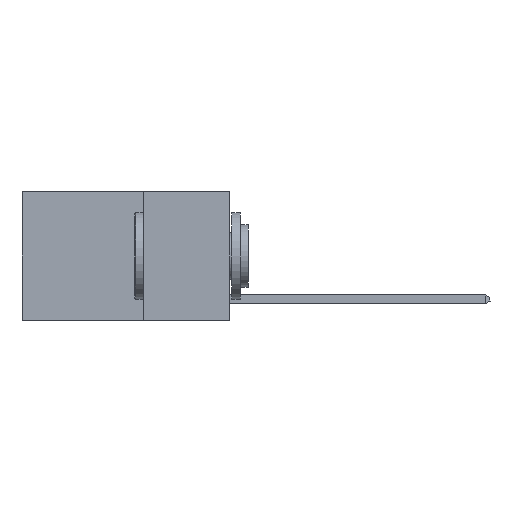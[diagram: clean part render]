
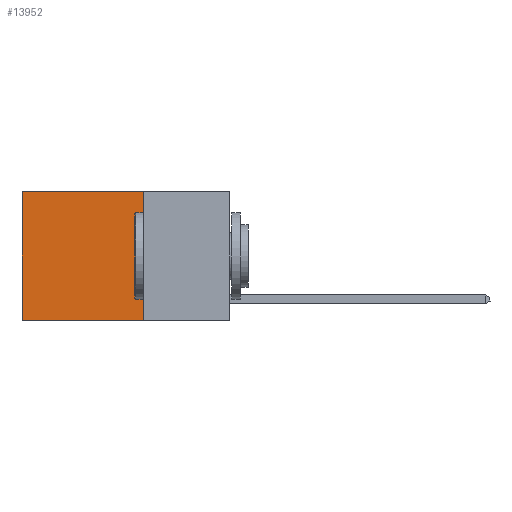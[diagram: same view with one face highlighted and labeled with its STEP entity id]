
A CAD part, left-side view. The second image highlights one B-rep face of the part: STEP entity #13952.
In plain terms, the highlighted planar face has unit normal (-1, 0, 0).
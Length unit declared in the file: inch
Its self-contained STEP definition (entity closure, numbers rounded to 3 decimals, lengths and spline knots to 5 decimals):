
#589 = ORIENTED_EDGE ( 'NONE', *, *, #9492, .F. ) ;
#686 = EDGE_CURVE ( 'NONE', #1462, #12267, #9960, .T. ) ;
#784 = LINE ( 'NONE', #14840, #5974 ) ;
#945 = VECTOR ( 'NONE', #8006, 39.37008 ) ;
#1131 = CARTESIAN_POINT ( 'NONE',  ( 0.2625, 0.6, -0.37 ) ) ;
#1287 = CARTESIAN_POINT ( 'NONE',  ( 0.2625, 0.25, 0. ) ) ;
#1462 = VERTEX_POINT ( 'NONE', #11961 ) ;
#1534 = DIRECTION ( 'NONE',  ( 0., 0., -1. ) ) ;
#3549 = ORIENTED_EDGE ( 'NONE', *, *, #686, .F. ) ;
#3733 = AXIS2_PLACEMENT_3D ( 'NONE', #1287, #4184, #6996 ) ;
#3810 = PLANE ( 'NONE',  #3733 ) ;
#4184 = DIRECTION ( 'NONE',  ( 1., 0., 0. ) ) ;
#5468 = CARTESIAN_POINT ( 'NONE',  ( 0.2625, 0.25, -0.37 ) ) ;
#5897 = EDGE_CURVE ( 'NONE', #10871, #17931, #784, .T. ) ;
#5974 = VECTOR ( 'NONE', #17750, 39.37008 ) ;
#6361 = EDGE_LOOP ( 'NONE', ( #17165, #3549, #589, #14983 ) ) ;
#6996 = DIRECTION ( 'NONE',  ( 0., 0., -1. ) ) ;
#8006 = DIRECTION ( 'NONE',  ( 0., 0., -1. ) ) ;
#8096 = DIRECTION ( 'NONE',  ( 0., 1., 0. ) ) ;
#9492 = EDGE_CURVE ( 'NONE', #10871, #1462, #16276, .T. ) ;
#9959 = LINE ( 'NONE', #11161, #12054 ) ;
#9960 = LINE ( 'NONE', #5468, #10149 ) ;
#10149 = VECTOR ( 'NONE', #8096, 39.37008 ) ;
#10871 = VERTEX_POINT ( 'NONE', #11085 ) ;
#11085 = CARTESIAN_POINT ( 'NONE',  ( 0.2625, 0.25, 0. ) ) ;
#11161 = CARTESIAN_POINT ( 'NONE',  ( 0.2625, 0.6, 0. ) ) ;
#11961 = CARTESIAN_POINT ( 'NONE',  ( 0.2625, 0.25, -0.37 ) ) ;
#12054 = VECTOR ( 'NONE', #1534, 39.37008 ) ;
#12267 = VERTEX_POINT ( 'NONE', #1131 ) ;
#12683 = EDGE_CURVE ( 'NONE', #17931, #12267, #9959, .T. ) ;
#13952 = ADVANCED_FACE ( 'NONE', ( #15349 ), #3810, .F. ) ;
#14840 = CARTESIAN_POINT ( 'NONE',  ( 0.2625, 0.25, 0. ) ) ;
#14983 = ORIENTED_EDGE ( 'NONE', *, *, #5897, .T. ) ;
#15131 = CARTESIAN_POINT ( 'NONE',  ( 0.2625, 0.25, 0. ) ) ;
#15349 = FACE_OUTER_BOUND ( 'NONE', #6361, .T. ) ;
#15533 = CARTESIAN_POINT ( 'NONE',  ( 0.2625, 0.6, 0. ) ) ;
#16276 = LINE ( 'NONE', #15131, #945 ) ;
#17165 = ORIENTED_EDGE ( 'NONE', *, *, #12683, .T. ) ;
#17750 = DIRECTION ( 'NONE',  ( 0., 1., 0. ) ) ;
#17931 = VERTEX_POINT ( 'NONE', #15533 ) ;
